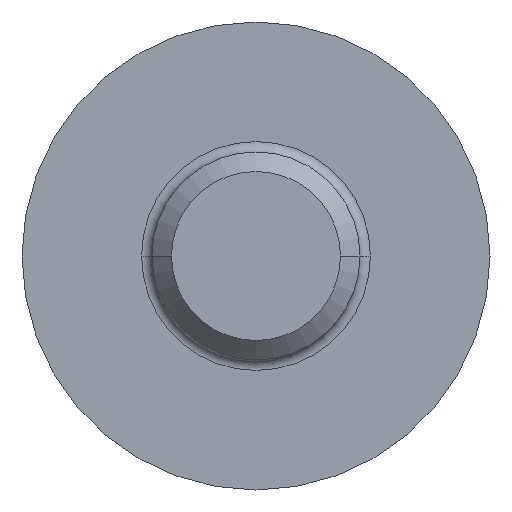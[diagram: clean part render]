
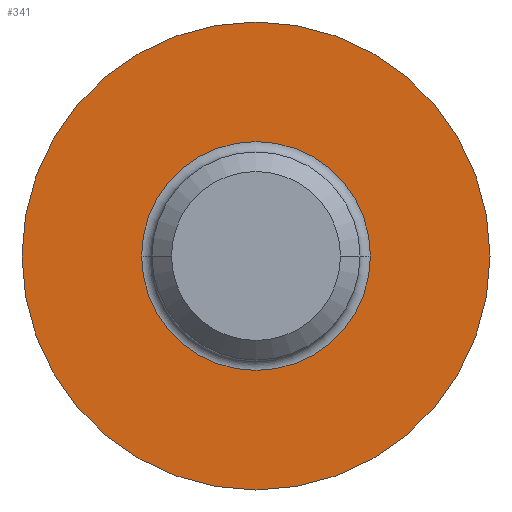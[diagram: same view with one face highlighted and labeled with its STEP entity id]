
A CAD part, front view. The second image highlights one B-rep face of the part: STEP entity #341.
In plain terms, the highlighted planar face has unit normal (0, -1, 0).
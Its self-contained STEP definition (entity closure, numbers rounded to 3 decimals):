
#5 = EDGE_LOOP ( 'NONE', ( #98, #231 ) ) ;
#55 = CARTESIAN_POINT ( 'NONE',  ( 0., 12., 0. ) ) ;
#71 = AXIS2_PLACEMENT_3D ( 'NONE', #55, #236, #731 ) ;
#98 = ORIENTED_EDGE ( 'NONE', *, *, #156, .T. ) ;
#105 = VERTEX_POINT ( 'NONE', #338 ) ;
#109 = DIRECTION ( 'NONE',  ( 0., -1., 0. ) ) ;
#113 = CARTESIAN_POINT ( 'NONE',  ( 0., 12., 0. ) ) ;
#117 = EDGE_LOOP ( 'NONE', ( #430, #442 ) ) ;
#127 = AXIS2_PLACEMENT_3D ( 'NONE', #570, #735, #272 ) ;
#139 = DIRECTION ( 'NONE',  ( 1., 0., 0. ) ) ;
#156 = EDGE_CURVE ( 'NONE', #434, #436, #468, .T. ) ;
#168 = AXIS2_PLACEMENT_3D ( 'NONE', #113, #109, #330 ) ;
#213 = CARTESIAN_POINT ( 'NONE',  ( 0., 12., 0. ) ) ;
#227 = VERTEX_POINT ( 'NONE', #577 ) ;
#231 = ORIENTED_EDGE ( 'NONE', *, *, #730, .T. ) ;
#236 = DIRECTION ( 'NONE',  ( 0., -1., 0. ) ) ;
#272 = DIRECTION ( 'NONE',  ( 1., 0., 0. ) ) ;
#278 = DIRECTION ( 'NONE',  ( 1., 0., 0. ) ) ;
#281 = DIRECTION ( 'NONE',  ( 0., -1., 0. ) ) ;
#282 = EDGE_CURVE ( 'NONE', #105, #227, #348, .T. ) ;
#308 = CARTESIAN_POINT ( 'NONE',  ( 4.5, 12., 0. ) ) ;
#326 = EDGE_CURVE ( 'NONE', #227, #105, #453, .T. ) ;
#330 = DIRECTION ( 'NONE',  ( 1., 0., 0. ) ) ;
#338 = CARTESIAN_POINT ( 'NONE',  ( 2.2, 12., 0. ) ) ;
#339 = AXIS2_PLACEMENT_3D ( 'NONE', #397, #281, #278 ) ;
#341 = ADVANCED_FACE ( 'NONE', ( #409, #581 ), #568, .T. ) ;
#348 = CIRCLE ( 'NONE', #71, 2.2 ) ;
#397 = CARTESIAN_POINT ( 'NONE',  ( 0., 12., 0. ) ) ;
#409 = FACE_OUTER_BOUND ( 'NONE', #5, .T. ) ;
#413 = CIRCLE ( 'NONE', #469, 4.5 ) ;
#430 = ORIENTED_EDGE ( 'NONE', *, *, #282, .F. ) ;
#434 = VERTEX_POINT ( 'NONE', #308 ) ;
#436 = VERTEX_POINT ( 'NONE', #648 ) ;
#442 = ORIENTED_EDGE ( 'NONE', *, *, #326, .F. ) ;
#453 = CIRCLE ( 'NONE', #168, 2.2 ) ;
#468 = CIRCLE ( 'NONE', #339, 4.5 ) ;
#469 = AXIS2_PLACEMENT_3D ( 'NONE', #213, #653, #139 ) ;
#568 = PLANE ( 'NONE',  #127 ) ;
#570 = CARTESIAN_POINT ( 'NONE',  ( 2.2, 12., 0. ) ) ;
#577 = CARTESIAN_POINT ( 'NONE',  ( -2.2, 12., 0. ) ) ;
#581 = FACE_BOUND ( 'NONE', #117, .T. ) ;
#648 = CARTESIAN_POINT ( 'NONE',  ( -4.5, 12., 0. ) ) ;
#653 = DIRECTION ( 'NONE',  ( 0., -1., 0. ) ) ;
#730 = EDGE_CURVE ( 'NONE', #436, #434, #413, .T. ) ;
#731 = DIRECTION ( 'NONE',  ( 1., 0., 0. ) ) ;
#735 = DIRECTION ( 'NONE',  ( 0., -1., 0. ) ) ;
